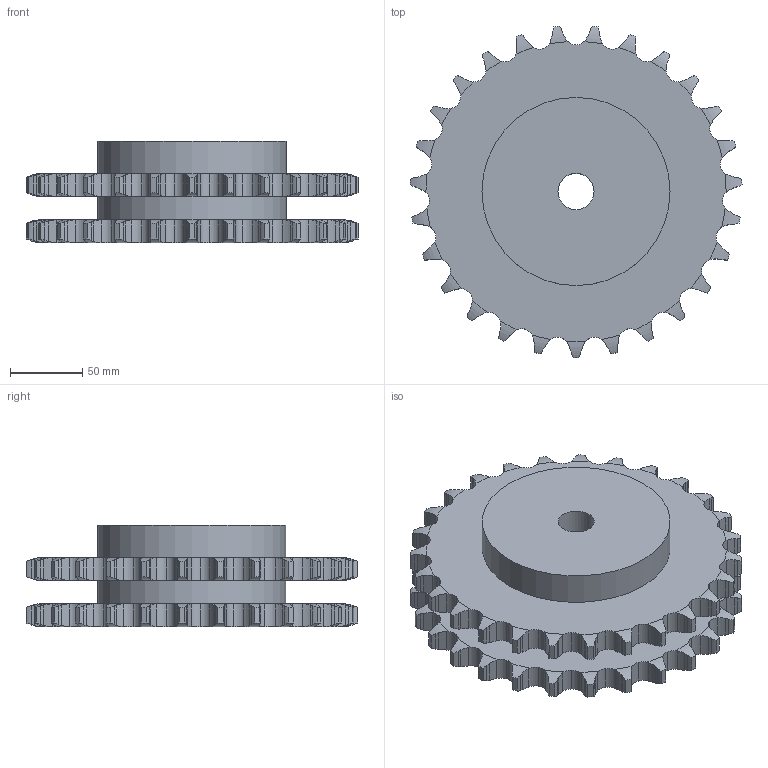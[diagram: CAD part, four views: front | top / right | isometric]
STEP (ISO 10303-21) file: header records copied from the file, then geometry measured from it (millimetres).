
FILE_DESCRIPTION(('FreeCAD Model'),'2;1');
FILE_NAME('Open CASCADE Shape Model','2021-08-15T10:04:47',('FreeCAD'),( 'FreeCAD'),'Open CASCADE STEP processor 7.4','FreeCAD','Unknown');
FILE_SCHEMA(('AUTOMOTIVE_DESIGN { 1 0 10303 214 1 1 1 1 }'));
Products named in the file (1): Open CASCADE STEP translator 7.4 58
Bounding box: 229.4 x 229.03 x 70 mm (x, y, z)
Volume: 1597910.3 mm3; surface area: 168147.2 mm2
Topology: 1 solids, 1 shells, 607 faces, 1804 edges, 1203 vertices
Faces by surface type: cylinder 381, plane 114, torus 112
Full cylindrical faces by diameter (mm): 25 x1, 130 x2
Entity records: 55255 total; most frequent: CARTESIAN_POINT 24611, DIRECTION 4223, ORIENTED_EDGE 3608, PCURVE 3608, DEFINITIONAL_REPRESENTATION 3608, B_SPLINE_CURVE_WITH_KNOTS 2604, LINE 2025, VECTOR 2025
